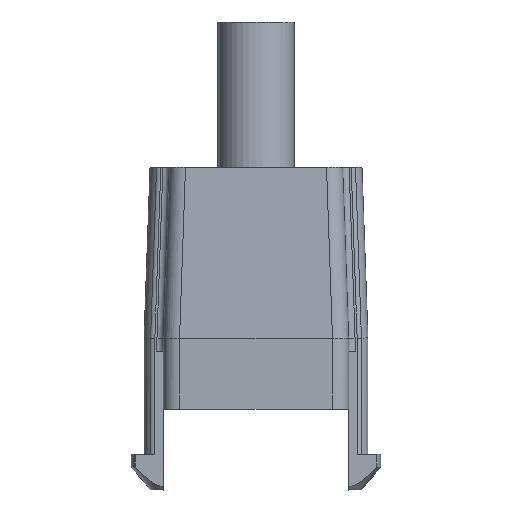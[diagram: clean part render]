
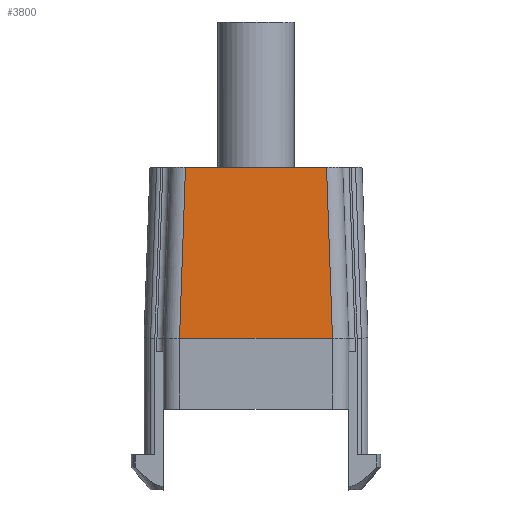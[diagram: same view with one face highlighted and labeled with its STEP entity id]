
A CAD part, top view. The second image highlights one B-rep face of the part: STEP entity #3800.
In plain terms, the highlighted planar face has unit normal (0, 0.035, 0.999).
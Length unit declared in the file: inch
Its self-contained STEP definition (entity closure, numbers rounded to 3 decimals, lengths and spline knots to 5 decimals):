
#76=CARTESIAN_POINT('',(0.30276,0.5,-0.00926));
#94=CARTESIAN_POINT('',(0.08424,0.5,-0.00926));
#585=DIRECTION('',(-0.035,0.999,-0.035));
#586=VECTOR('',#585,0.26532);
#587=CARTESIAN_POINT('',(0.31201,0.235,-0.00001));
#588=LINE('',#587,#586);
#589=DIRECTION('',(1.,0.,0.));
#590=VECTOR('',#589,0.23702);
#591=CARTESIAN_POINT('',(0.07499,0.235,-0.00001));
#592=LINE('',#591,#590);
#593=DIRECTION('',(-0.035,-0.999,0.035));
#594=VECTOR('',#593,0.26532);
#595=CARTESIAN_POINT('',(0.08424,0.5,-0.00926));
#596=LINE('',#595,#594);
#597=DIRECTION('',(-1.,0.,0.));
#598=VECTOR('',#597,0.21852);
#599=CARTESIAN_POINT('',(0.30276,0.5,-0.00926));
#600=LINE('',#599,#598);
#2585=VERTEX_POINT('',#76);
#2589=CARTESIAN_POINT('',(0.31201,0.235,-0.00001));
#2590=VERTEX_POINT('',#2589);
#2601=CARTESIAN_POINT('',(0.07499,0.235,-0.00001));
#2602=VERTEX_POINT('',#2601);
#2604=VERTEX_POINT('',#94);
#3787=CARTESIAN_POINT('',(0.05,0.235,-0.00001));
#3788=DIRECTION('',(0.,0.035,0.999));
#3789=DIRECTION('',(1.,0.,0.));
#3790=AXIS2_PLACEMENT_3D('',#3787,#3788,#3789);
#3791=PLANE('',#3790);
#3793=ORIENTED_EDGE('',*,*,#3792,.F.);
#3795=ORIENTED_EDGE('',*,*,#3794,.F.);
#3796=ORIENTED_EDGE('',*,*,#3779,.F.);
#3797=ORIENTED_EDGE('',*,*,#3225,.F.);
#3798=EDGE_LOOP('',(#3793,#3795,#3796,#3797));
#3799=FACE_OUTER_BOUND('',#3798,.F.);
#3800=ADVANCED_FACE('',(#3799),#3791,.T.);
#3225=EDGE_CURVE('',#2585,#2604,#600,.T.);
#3779=EDGE_CURVE('',#2604,#2602,#596,.T.);
#3792=EDGE_CURVE('',#2590,#2585,#588,.T.);
#3794=EDGE_CURVE('',#2602,#2590,#592,.T.);
